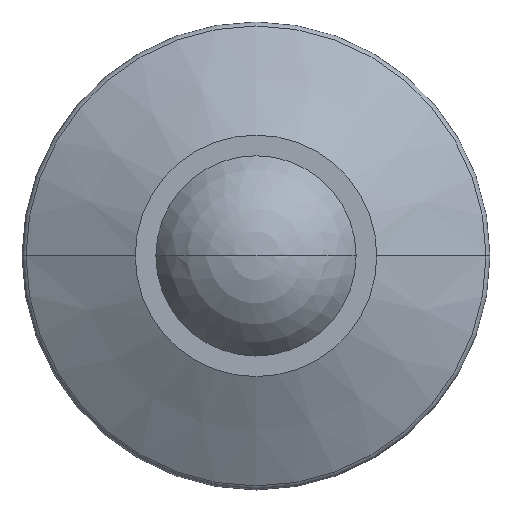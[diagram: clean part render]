
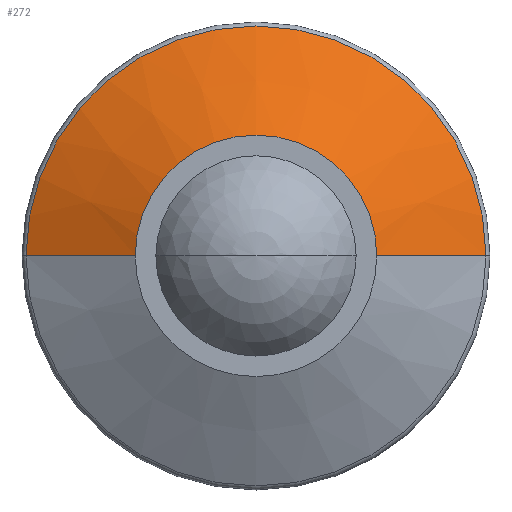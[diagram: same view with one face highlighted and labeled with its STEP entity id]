
A CAD part, top view. The second image highlights one B-rep face of the part: STEP entity #272.
In plain terms, the highlighted conical face has half-angle 61.928 degrees and reference radius 11.618 mm.
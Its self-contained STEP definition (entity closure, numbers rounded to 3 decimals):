
#272=ADVANCED_FACE('',(#682),#683,.T.);
#304=EDGE_CURVE('',#518,#528,#721,.T.);
#348=VERTEX_POINT('',#767);
#398=EDGE_CURVE('',#436,#348,#822,.T.);
#400=EDGE_CURVE('',#528,#348,#824,.T.);
#418=EDGE_CURVE('',#436,#518,#844,.T.);
#436=VERTEX_POINT('',#865);
#518=VERTEX_POINT('',#958);
#528=VERTEX_POINT('',#968);
#682=FACE_OUTER_BOUND('',#1142,.T.);
#683=CONICAL_SURFACE('',#1143,11.618,1.081);
#721=CIRCLE('',#1193,15.235);
#767=CARTESIAN_POINT('',(8.,0.,5.5));
#822=CIRCLE('',#1339,8.0);
#824=LINE('',#1342,#1343);
#844=LINE('',#1367,#1368);
#865=CARTESIAN_POINT('',(-8.,0.,5.5));
#958=CARTESIAN_POINT('',(-15.235,0.,1.641));
#968=CARTESIAN_POINT('',(15.235,0.,1.641));
#1142=EDGE_LOOP('',(#1695,#1696,#1697,#1698));
#1143=AXIS2_PLACEMENT_3D('',#1699,#1700,#1701);
#1193=AXIS2_PLACEMENT_3D('',#1763,#1764,#1765);
#1339=AXIS2_PLACEMENT_3D('',#1869,#1870,#1871);
#1342=CARTESIAN_POINT('',(11.618,0.,3.571));
#1343=VECTOR('',#1872,1.0);
#1367=CARTESIAN_POINT('',(-11.618,0.,3.571));
#1368=VECTOR('',#1893,1.0);
#1695=ORIENTED_EDGE('',*,*,#418,.F.);
#1696=ORIENTED_EDGE('',*,*,#398,.T.);
#1697=ORIENTED_EDGE('',*,*,#400,.F.);
#1698=ORIENTED_EDGE('',*,*,#304,.F.);
#1699=CARTESIAN_POINT('',(0.,0.,3.571));
#1700=DIRECTION('',(-0.0,-0.0,-1.0));
#1701=DIRECTION('',(-1.0,0.,0.0));
#1763=CARTESIAN_POINT('',(0.,0.,1.641));
#1764=DIRECTION('',(-0.0,0.0,-1.0));
#1765=DIRECTION('',(-1.0,0.,0.0));
#1869=CARTESIAN_POINT('',(0.,0.,5.5));
#1870=DIRECTION('',(-0.0,0.0,-1.0));
#1871=DIRECTION('',(-1.0,0.,0.0));
#1872=DIRECTION('',(-0.882,0.,0.471));
#1893=DIRECTION('',(-0.882,0.,-0.471));
